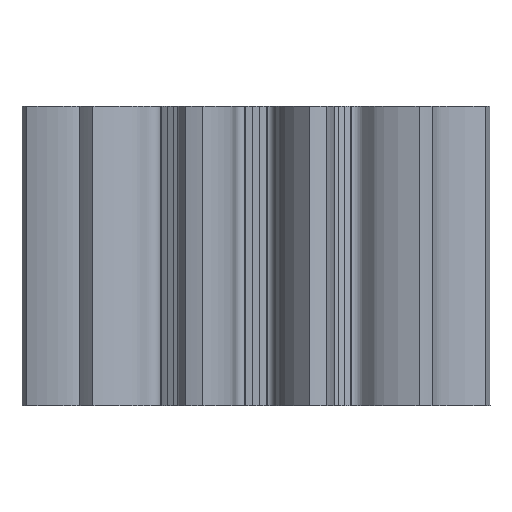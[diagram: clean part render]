
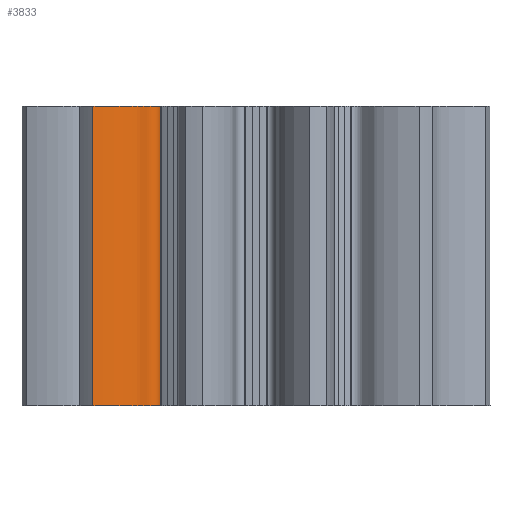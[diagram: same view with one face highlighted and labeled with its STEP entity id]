
A CAD part, left-side view. The second image highlights one B-rep face of the part: STEP entity #3833.
In plain terms, the highlighted free-form (B-spline) face has degree [3, 1] with [16, 2] control points.
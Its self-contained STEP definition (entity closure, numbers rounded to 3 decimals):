
#65 = VECTOR ( 'NONE', #1960, 1000. ) ;
#253 = LINE ( 'NONE', #422, #65 ) ;
#260 = CARTESIAN_POINT ( 'NONE',  ( -3.328, 2.409, 3.5 ) ) ;
#277 = CARTESIAN_POINT ( 'NONE',  ( -3.311, 2.374, 3.5 ) ) ;
#295 = CARTESIAN_POINT ( 'NONE',  ( -3.708, 2.78, -3.5 ) ) ;
#330 = CARTESIAN_POINT ( 'NONE',  ( -3.318, 2.225, 3.5 ) ) ;
#376 = VECTOR ( 'NONE', #543, 1000. ) ;
#422 = CARTESIAN_POINT ( 'NONE',  ( -4.108, 3.806, -3.51 ) ) ;
#539 = CARTESIAN_POINT ( 'NONE',  ( -4.108, 3.806, 3.5 ) ) ;
#543 = DIRECTION ( 'NONE',  ( 0., 0., 1. ) ) ;
#547 = ORIENTED_EDGE ( 'NONE', *, *, #596, .F. ) ;
#596 = EDGE_CURVE ( 'NONE', #4468, #3020, #253, .T. ) ;
#656 = CARTESIAN_POINT ( 'NONE',  ( -4.054, 3.503, 3.5 ) ) ;
#668 = CARTESIAN_POINT ( 'NONE',  ( -3.73, 2.811, -3.5 ) ) ;
#683 = LINE ( 'NONE', #3550, #376 ) ;
#705 = CARTESIAN_POINT ( 'NONE',  ( -3.794, 2.909, 3.5 ) ) ;
#706 = B_SPLINE_SURFACE_WITH_KNOTS ( 'NONE', 3, 1, ( 
 ( #4352, #3624 ),
 ( #4747, #2939 ),
 ( #2130, #2177 ),
 ( #2193, #277 ),
 ( #3607, #260 ),
 ( #1820, #3283 ),
 ( #3274, #4400 ),
 ( #4805, #2515 ),
 ( #2920, #1801 ),
 ( #295, #4057 ),
 ( #668, #2561 ),
 ( #4382, #4782 ),
 ( #3638, #1409 ),
 ( #4016, #1050 ),
 ( #1372, #656 ),
 ( #2545, #2905 ) ),
 .UNSPECIFIED., .F., .F., .F.,
 ( 4, 2, 2, 2, 2, 2, 2, 4 ),
 ( 2, 2 ),
 ( 0., 0.062, 0.125, 0.25, 0.375, 0.437, 0.5, 0.996 ),
 ( 0., 1. ),
 .UNSPECIFIED. ) ;
#719 = CARTESIAN_POINT ( 'NONE',  ( -3.708, 2.78, 3.5 ) ) ;
#1006 = VERTEX_POINT ( 'NONE', #2786 ) ;
#1042 = CARTESIAN_POINT ( 'NONE',  ( -4.108, 3.806, 3.5 ) ) ;
#1050 = CARTESIAN_POINT ( 'NONE',  ( -3.966, 3.209, 3.5 ) ) ;
#1080 = ORIENTED_EDGE ( 'NONE', *, *, #2753, .F. ) ;
#1176 = CARTESIAN_POINT ( 'NONE',  ( -4.054, 3.503, -3.5 ) ) ;
#1235 = CARTESIAN_POINT ( 'NONE',  ( -3.773, 2.876, -3.5 ) ) ;
#1249 = ORIENTED_EDGE ( 'NONE', *, *, #1428, .T. ) ;
#1372 = CARTESIAN_POINT ( 'NONE',  ( -4.054, 3.503, -3.5 ) ) ;
#1409 = CARTESIAN_POINT ( 'NONE',  ( -3.794, 2.909, 3.5 ) ) ;
#1428 = EDGE_CURVE ( 'NONE', #1006, #3020, #3567, .T. ) ;
#1429 = CARTESIAN_POINT ( 'NONE',  ( -3.708, 2.78, -3.5 ) ) ;
#1608 = CARTESIAN_POINT ( 'NONE',  ( -3.966, 3.209, -3.5 ) ) ;
#1741 = VERTEX_POINT ( 'NONE', #4077 ) ;
#1743 = CARTESIAN_POINT ( 'NONE',  ( -3.3, 2.259, -3.5 ) ) ;
#1774 = CARTESIAN_POINT ( 'NONE',  ( -3.393, 2.502, -3.5 ) ) ;
#1788 = CARTESIAN_POINT ( 'NONE',  ( -3.631, 2.696, -3.5 ) ) ;
#1801 = CARTESIAN_POINT ( 'NONE',  ( -3.631, 2.696, 3.5 ) ) ;
#1805 = CARTESIAN_POINT ( 'NONE',  ( -3.73, 2.811, -3.5 ) ) ;
#1820 = CARTESIAN_POINT ( 'NONE',  ( -3.393, 2.502, -3.5 ) ) ;
#1856 = CARTESIAN_POINT ( 'NONE',  ( -3.73, 2.811, 3.5 ) ) ;
#1960 = DIRECTION ( 'NONE',  ( 0., 0., 1. ) ) ;
#2130 = CARTESIAN_POINT ( 'NONE',  ( -3.298, 2.299, -3.5 ) ) ;
#2177 = CARTESIAN_POINT ( 'NONE',  ( -3.298, 2.299, 3.5 ) ) ;
#2184 = CARTESIAN_POINT ( 'NONE',  ( -3.3, 2.259, 3.5 ) ) ;
#2193 = CARTESIAN_POINT ( 'NONE',  ( -3.311, 2.374, -3.5 ) ) ;
#2199 = CARTESIAN_POINT ( 'NONE',  ( -4.054, 3.503, 3.5 ) ) ;
#2428 = ORIENTED_EDGE ( 'NONE', *, *, #4215, .T. ) ;
#2489 = CARTESIAN_POINT ( 'NONE',  ( -4.108, 3.806, -3.5 ) ) ;
#2515 = CARTESIAN_POINT ( 'NONE',  ( -3.57, 2.649, 3.5 ) ) ;
#2545 = CARTESIAN_POINT ( 'NONE',  ( -4.108, 3.806, -3.5 ) ) ;
#2561 = CARTESIAN_POINT ( 'NONE',  ( -3.73, 2.811, 3.5 ) ) ;
#2618 = CARTESIAN_POINT ( 'NONE',  ( -3.773, 2.876, 3.5 ) ) ;
#2742 = CARTESIAN_POINT ( 'NONE',  ( -4.108, 3.806, -3.5 ) ) ;
#2753 = EDGE_CURVE ( 'NONE', #1741, #4468, #3599, .T. ) ;
#2786 = CARTESIAN_POINT ( 'NONE',  ( -3.318, 2.225, 3.5 ) ) ;
#2856 = EDGE_LOOP ( 'NONE', ( #1080, #2428, #1249, #547 ) ) ;
#2883 = CARTESIAN_POINT ( 'NONE',  ( -3.298, 2.299, -3.5 ) ) ;
#2905 = CARTESIAN_POINT ( 'NONE',  ( -4.108, 3.806, 3.5 ) ) ;
#2920 = CARTESIAN_POINT ( 'NONE',  ( -3.631, 2.696, -3.5 ) ) ;
#2939 = CARTESIAN_POINT ( 'NONE',  ( -3.3, 2.259, 3.5 ) ) ;
#2981 = CARTESIAN_POINT ( 'NONE',  ( -3.57, 2.649, 3.5 ) ) ;
#2996 = CARTESIAN_POINT ( 'NONE',  ( -3.328, 2.409, 3.5 ) ) ;
#3020 = VERTEX_POINT ( 'NONE', #539 ) ;
#3274 = CARTESIAN_POINT ( 'NONE',  ( -3.452, 2.551, -3.5 ) ) ;
#3283 = CARTESIAN_POINT ( 'NONE',  ( -3.393, 2.502, 3.5 ) ) ;
#3327 = CARTESIAN_POINT ( 'NONE',  ( -3.631, 2.696, 3.5 ) ) ;
#3340 = CARTESIAN_POINT ( 'NONE',  ( -3.393, 2.502, 3.5 ) ) ;
#3550 = CARTESIAN_POINT ( 'NONE',  ( -3.318, 2.225, -3.51 ) ) ;
#3567 = B_SPLINE_CURVE_WITH_KNOTS ( 'NONE', 3,
 ( #330, #2184, #4796, #4473, #2996, #3340, #4055, #2981, #3327, #719, #1856, #2618, #705, #3714, #2199, #1042 ),
 .UNSPECIFIED., .F., .F.,
 ( 4, 2, 2, 2, 2, 2, 2, 4 ),
 ( 0., 0.062, 0.125, 0.25, 0.375, 0.437, 0.5, 0.996 ),
 .UNSPECIFIED. ) ;
#3597 = CARTESIAN_POINT ( 'NONE',  ( -3.318, 2.225, -3.5 ) ) ;
#3599 = B_SPLINE_CURVE_WITH_KNOTS ( 'NONE', 3,
 ( #3597, #1743, #2883, #4753, #4021, #1774, #3657, #4774, #1788, #1429, #1805, #1235, #3858, #1608, #1176, #2742 ),
 .UNSPECIFIED., .F., .F.,
 ( 4, 2, 2, 2, 2, 2, 2, 4 ),
 ( 0., 0.062, 0.125, 0.25, 0.375, 0.437, 0.5, 0.996 ),
 .UNSPECIFIED. ) ;
#3607 = CARTESIAN_POINT ( 'NONE',  ( -3.328, 2.409, -3.5 ) ) ;
#3624 = CARTESIAN_POINT ( 'NONE',  ( -3.318, 2.225, 3.5 ) ) ;
#3638 = CARTESIAN_POINT ( 'NONE',  ( -3.794, 2.909, -3.5 ) ) ;
#3657 = CARTESIAN_POINT ( 'NONE',  ( -3.452, 2.551, -3.5 ) ) ;
#3714 = CARTESIAN_POINT ( 'NONE',  ( -3.966, 3.209, 3.5 ) ) ;
#3833 = ADVANCED_FACE ( 'NONE', ( #4146 ), #706, .F. ) ;
#3858 = CARTESIAN_POINT ( 'NONE',  ( -3.794, 2.909, -3.5 ) ) ;
#4016 = CARTESIAN_POINT ( 'NONE',  ( -3.966, 3.209, -3.5 ) ) ;
#4021 = CARTESIAN_POINT ( 'NONE',  ( -3.328, 2.409, -3.5 ) ) ;
#4055 = CARTESIAN_POINT ( 'NONE',  ( -3.452, 2.551, 3.5 ) ) ;
#4057 = CARTESIAN_POINT ( 'NONE',  ( -3.708, 2.78, 3.5 ) ) ;
#4077 = CARTESIAN_POINT ( 'NONE',  ( -3.318, 2.225, -3.5 ) ) ;
#4146 = FACE_OUTER_BOUND ( 'NONE', #2856, .T. ) ;
#4215 = EDGE_CURVE ( 'NONE', #1741, #1006, #683, .T. ) ;
#4352 = CARTESIAN_POINT ( 'NONE',  ( -3.318, 2.225, -3.5 ) ) ;
#4382 = CARTESIAN_POINT ( 'NONE',  ( -3.773, 2.876, -3.5 ) ) ;
#4400 = CARTESIAN_POINT ( 'NONE',  ( -3.452, 2.551, 3.5 ) ) ;
#4468 = VERTEX_POINT ( 'NONE', #2489 ) ;
#4473 = CARTESIAN_POINT ( 'NONE',  ( -3.311, 2.374, 3.5 ) ) ;
#4747 = CARTESIAN_POINT ( 'NONE',  ( -3.3, 2.259, -3.5 ) ) ;
#4753 = CARTESIAN_POINT ( 'NONE',  ( -3.311, 2.374, -3.5 ) ) ;
#4774 = CARTESIAN_POINT ( 'NONE',  ( -3.57, 2.649, -3.5 ) ) ;
#4782 = CARTESIAN_POINT ( 'NONE',  ( -3.773, 2.876, 3.5 ) ) ;
#4796 = CARTESIAN_POINT ( 'NONE',  ( -3.298, 2.299, 3.5 ) ) ;
#4805 = CARTESIAN_POINT ( 'NONE',  ( -3.57, 2.649, -3.5 ) ) ;
